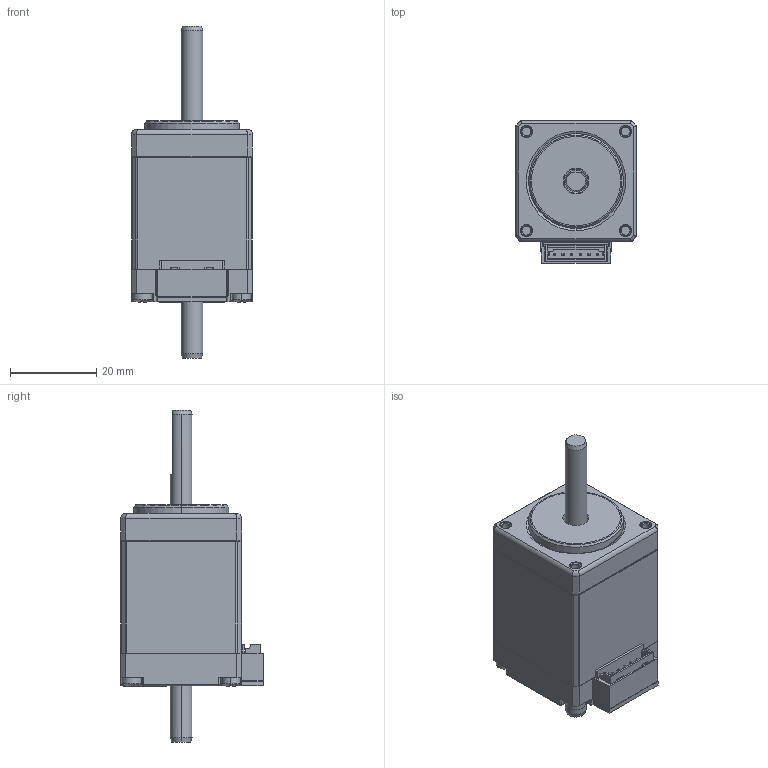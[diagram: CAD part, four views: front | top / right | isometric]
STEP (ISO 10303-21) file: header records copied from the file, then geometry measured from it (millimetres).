
FILE_DESCRIPTION((''),'2;1');
FILE_NAME('4611110027592_ASM','2024-04-17T10:08:20',('ms26442'),(''),'CREO PARAMETRIC BY PTC INC, 2018100','CREO PARAMETRIC BY PTC INC, 2018100','');
FILE_SCHEMA(('CONFIG_CONTROL_DESIGN'));
Products named in the file (30): 4613102100068; 3698153000062; 3698153000070; 4613104003566_ASM; 4713101000504; 4718405003471; 4713120011452_ASM; 4613103006472_ASM; 4219121301812; 4613106100049_AF0; 4332101104154_AF0; 4693220000524_AF0; 4613106100049_AF1; 4613110000006_AF0; 4613106100049_AF2; 4693220000524_AF1; 4613106100049_AF3; 4613107110490_ASM; 4333201500066; 4333201500024; 4331101000007; 4613108006963_ASM; 4294440200018_AF0; 3698154000029; 4219121302982; 4294404000212; 4294440100060; 4613153000616_ASM; 3219720000388; 4611110027592_ASM
Assembly tree (33 placements, depth 5):
  4611110027592_ASM
    4613153000616_ASM
      4613103006472_ASM
        4613104003566_ASM
          4613102100068
          3698153000062
          3698153000070
        4713120011452_ASM
          4713101000504
          4718405003471
      4219121301812
      4613108006963_ASM
        4613107110490_ASM
          4613106100049_AF0
          4332101104154_AF0
          4693220000524_AF0
          4613106100049_AF1
          4613110000006_AF0
          4613106100049_AF2
          4693220000524_AF1
          4613106100049_AF3
        4333201500066
        4333201500024
        4331101000007  x2
      4294440200018_AF0
      3698154000029
      4219121302982
      4294404000212  x4
      4294440100060
    3219720000388
Bounding box: 28 x 33 x 77 mm (x, y, z)
Volume: 24366.8 mm3; surface area: 38750.9 mm2
Topology: 30 solids, 44 shells, 3423 faces, 9474 edges, 6212 vertices
Faces by surface type: plane 1823, cylinder 1433, cone 79, torus 38, extrusion 24, sphere 22, bspline 4
Entity records: 107672 total; most frequent: CARTESIAN_POINT 19764, DIRECTION 18703, ORIENTED_EDGE 18276, EDGE_CURVE 9164, AXIS2_PLACEMENT_3D 6309, VECTOR 6085, LINE 6061, VERTEX_POINT 6014
